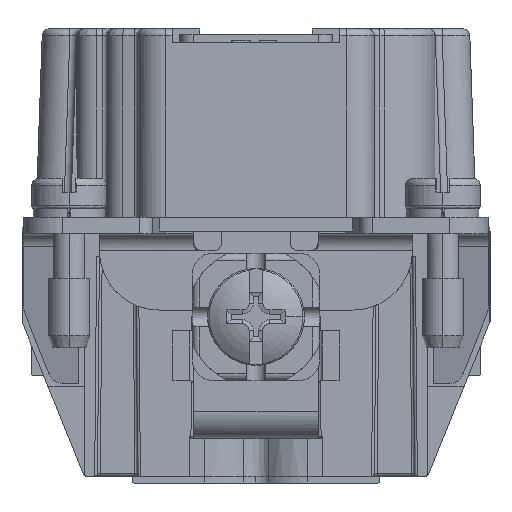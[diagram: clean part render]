
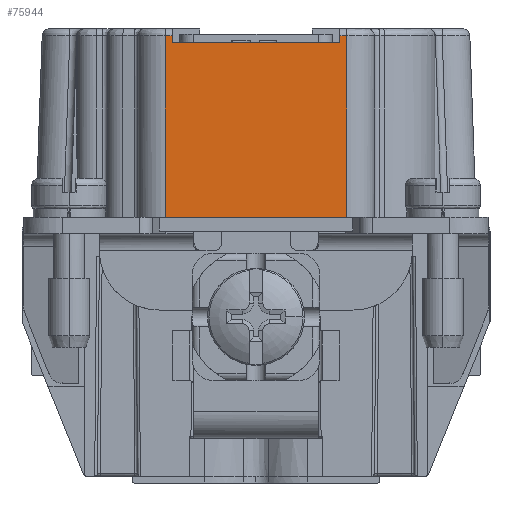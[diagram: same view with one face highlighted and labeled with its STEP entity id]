
A CAD part, left-side view. The second image highlights one B-rep face of the part: STEP entity #75944.
In plain terms, the highlighted planar face has unit normal (-1, 0, 0).
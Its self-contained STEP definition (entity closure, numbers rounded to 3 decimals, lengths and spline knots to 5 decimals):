
#1855 = EDGE_CURVE ( 'NONE', #89355, #101466, #80029, .T. ) ;
#3963 = LINE ( 'NONE', #80731, #73067 ) ;
#6687 = VERTEX_POINT ( 'NONE', #97718 ) ;
#10608 = CARTESIAN_POINT ( 'NONE',  ( -1.66142, 0.23819, 0.51575 ) ) ;
#13054 = LINE ( 'NONE', #30722, #115122 ) ;
#14723 = LINE ( 'NONE', #61314, #53015 ) ;
#15634 = DIRECTION ( 'NONE',  ( 0., 0., 1. ) ) ;
#22274 = VECTOR ( 'NONE', #53282, 39.37008 ) ;
#23108 = DIRECTION ( 'NONE',  ( 0., 0., 1. ) ) ;
#24331 = LINE ( 'NONE', #101086, #22274 ) ;
#30359 = CARTESIAN_POINT ( 'NONE',  ( -1.66142, -0.25787, 0.53543 ) ) ;
#30722 = CARTESIAN_POINT ( 'NONE',  ( -1.66142, -0.23819, 0.53543 ) ) ;
#30836 = VERTEX_POINT ( 'NONE', #46916 ) ;
#31927 = FACE_OUTER_BOUND ( 'NONE', #56684, .T. ) ;
#34035 = ORIENTED_EDGE ( 'NONE', *, *, #67115, .T. ) ;
#35850 = CARTESIAN_POINT ( 'NONE',  ( -1.66142, 0.25787, 0.51575 ) ) ;
#37242 = LINE ( 'NONE', #104519, #59162 ) ;
#41275 = EDGE_CURVE ( 'NONE', #49545, #101466, #99991, .T. ) ;
#43353 = CARTESIAN_POINT ( 'NONE',  ( -1.66142, 0.25787, 0.53543 ) ) ;
#43999 = CARTESIAN_POINT ( 'NONE',  ( -1.66142, -0.33661, 0. ) ) ;
#45933 = VECTOR ( 'NONE', #15634, 39.37008 ) ;
#46804 = CARTESIAN_POINT ( 'NONE',  ( -1.66142, 0.25787, 0. ) ) ;
#46916 = CARTESIAN_POINT ( 'NONE',  ( -1.66142, -0.23819, 0.51575 ) ) ;
#48920 = ORIENTED_EDGE ( 'NONE', *, *, #41275, .T. ) ;
#49545 = VERTEX_POINT ( 'NONE', #46804 ) ;
#50153 = EDGE_CURVE ( 'NONE', #49545, #70880, #120688, .T. ) ;
#50705 = ORIENTED_EDGE ( 'NONE', *, *, #68525, .T. ) ;
#51106 = ORIENTED_EDGE ( 'NONE', *, *, #119653, .T. ) ;
#53015 = VECTOR ( 'NONE', #99655, 39.37008 ) ;
#53282 = DIRECTION ( 'NONE',  ( 0., 1., 0. ) ) ;
#54947 = VERTEX_POINT ( 'NONE', #74501 ) ;
#56684 = EDGE_LOOP ( 'NONE', ( #109458, #51106, #50705, #63278, #87522, #48920, #111871, #34035 ) ) ;
#57937 = VERTEX_POINT ( 'NONE', #10608 ) ;
#58316 = VECTOR ( 'NONE', #80652, 39.37008 ) ;
#59162 = VECTOR ( 'NONE', #68651, 39.37008 ) ;
#61314 = CARTESIAN_POINT ( 'NONE',  ( -1.66142, 0., 0.49606 ) ) ;
#63278 = ORIENTED_EDGE ( 'NONE', *, *, #114544, .T. ) ;
#63514 = DIRECTION ( 'NONE',  ( 0., -1., 0. ) ) ;
#67115 = EDGE_CURVE ( 'NONE', #89355, #30836, #3963, .T. ) ;
#68525 = EDGE_CURVE ( 'NONE', #54947, #57937, #37242, .T. ) ;
#68651 = DIRECTION ( 'NONE',  ( 0., 0., 1. ) ) ;
#70880 = VERTEX_POINT ( 'NONE', #35850 ) ;
#73067 = VECTOR ( 'NONE', #119073, 39.37008 ) ;
#74501 = CARTESIAN_POINT ( 'NONE',  ( -1.66142, 0.23819, 0.49606 ) ) ;
#75944 = ADVANCED_FACE ( 'NONE', ( #31927 ), #80356, .T. ) ;
#80029 = LINE ( 'NONE', #30359, #58316 ) ;
#80356 = PLANE ( 'NONE',  #97845 ) ;
#80652 = DIRECTION ( 'NONE',  ( 0., 0., -1. ) ) ;
#80731 = CARTESIAN_POINT ( 'NONE',  ( -1.66142, -0.33661, 0.51575 ) ) ;
#81607 = DIRECTION ( 'NONE',  ( -1., 0., 0. ) ) ;
#87522 = ORIENTED_EDGE ( 'NONE', *, *, #50153, .F. ) ;
#89355 = VERTEX_POINT ( 'NONE', #113839 ) ;
#89793 = DIRECTION ( 'NONE',  ( 0., 0., -1. ) ) ;
#91041 = CARTESIAN_POINT ( 'NONE',  ( -1.66142, -0.33661, 0.53543 ) ) ;
#97272 = CARTESIAN_POINT ( 'NONE',  ( -1.66142, -0.25787, 0. ) ) ;
#97718 = CARTESIAN_POINT ( 'NONE',  ( -1.66142, -0.23819, 0.49606 ) ) ;
#97845 = AXIS2_PLACEMENT_3D ( 'NONE', #91041, #81607, #23108 ) ;
#99655 = DIRECTION ( 'NONE',  ( 0., 1., 0. ) ) ;
#99991 = LINE ( 'NONE', #43999, #114323 ) ;
#101086 = CARTESIAN_POINT ( 'NONE',  ( -1.66142, -0.33661, 0.51575 ) ) ;
#101466 = VERTEX_POINT ( 'NONE', #97272 ) ;
#104519 = CARTESIAN_POINT ( 'NONE',  ( -1.66142, 0.23819, 0.53543 ) ) ;
#109458 = ORIENTED_EDGE ( 'NONE', *, *, #117700, .T. ) ;
#111871 = ORIENTED_EDGE ( 'NONE', *, *, #1855, .F. ) ;
#113839 = CARTESIAN_POINT ( 'NONE',  ( -1.66142, -0.25787, 0.51575 ) ) ;
#114323 = VECTOR ( 'NONE', #63514, 39.37008 ) ;
#114544 = EDGE_CURVE ( 'NONE', #57937, #70880, #24331, .T. ) ;
#115122 = VECTOR ( 'NONE', #89793, 39.37008 ) ;
#117700 = EDGE_CURVE ( 'NONE', #30836, #6687, #13054, .T. ) ;
#119073 = DIRECTION ( 'NONE',  ( 0., 1., 0. ) ) ;
#119653 = EDGE_CURVE ( 'NONE', #6687, #54947, #14723, .T. ) ;
#120688 = LINE ( 'NONE', #43353, #45933 ) ;
